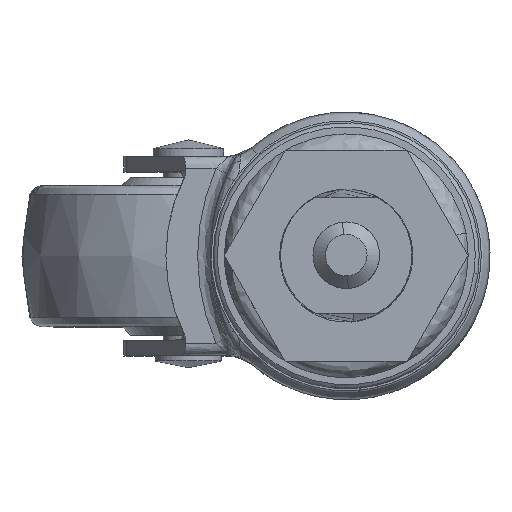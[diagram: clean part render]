
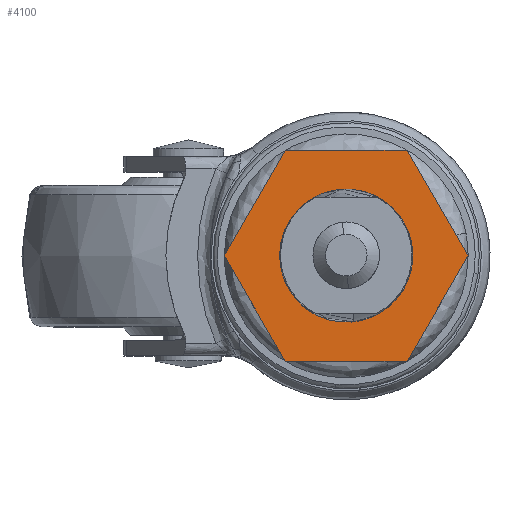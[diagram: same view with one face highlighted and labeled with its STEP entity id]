
A CAD part, top view. The second image highlights one B-rep face of the part: STEP entity #4100.
In plain terms, the highlighted free-form (B-spline) face has degree [1, 1] with [2, 2] control points.
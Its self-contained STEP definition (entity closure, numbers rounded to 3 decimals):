
#3268=CARTESIAN_POINT('',(-0.163,6.498,0.));
#3269=VERTEX_POINT('',#3268);
#3270=CARTESIAN_POINT('',(6.5,0.0,0.0));
#3271=VERTEX_POINT('',#3270);
#3272=CARTESIAN_POINT('',(-0.163,6.498,0.));
#3273=CARTESIAN_POINT('',(-0.082,6.5,0.0));
#3274=CARTESIAN_POINT('',(0.0,6.5,0.0));
#3275=CARTESIAN_POINT('',(6.5,6.5,0.0));
#3276=CARTESIAN_POINT('',(6.5,0.0,0.0));
#3284=(BOUNDED_CURVE()B_SPLINE_CURVE(2,(#3272,#3273,#3274,#3275,#3276),.UNSPECIFIED.,.F.,.U.)B_SPLINE_CURVE_WITH_KNOTS((3,2,3),(0.246,0.25,0.5),.UNSPECIFIED.)CURVE()GEOMETRIC_REPRESENTATION_ITEM()RATIONAL_B_SPLINE_CURVE((0.99,0.995,1.0,0.707,1.0))REPRESENTATION_ITEM(''));
#3285=EDGE_CURVE('',#3269,#3271,#3284,.T.);
#3304=CARTESIAN_POINT('',(-6.498,-0.163,0.));
#3305=VERTEX_POINT('',#3304);
#3319=CARTESIAN_POINT('',(6.5,0.0,0.0));
#3320=CARTESIAN_POINT('',(6.5,-6.5,0.0));
#3321=CARTESIAN_POINT('',(0.0,-6.5,0.0));
#3322=CARTESIAN_POINT('',(-6.339,-6.5,0.0));
#3323=CARTESIAN_POINT('',(-6.498,-0.163,0.));
#3331=(BOUNDED_CURVE()B_SPLINE_CURVE(2,(#3319,#3320,#3321,#3322,#3323),.UNSPECIFIED.,.F.,.U.)B_SPLINE_CURVE_WITH_KNOTS((3,2,3),(0.5,0.75,0.996),.UNSPECIFIED.)CURVE()GEOMETRIC_REPRESENTATION_ITEM()RATIONAL_B_SPLINE_CURVE((1.0,0.707,1.0,0.712,0.99))REPRESENTATION_ITEM(''));
#3332=EDGE_CURVE('',#3271,#3305,#3331,.T.);
#3354=CARTESIAN_POINT('',(-6.5,0.0,0.0));
#3355=VERTEX_POINT('',#3354);
#3356=CARTESIAN_POINT('',(-6.5,0.0,0.0));
#3357=CARTESIAN_POINT('',(-6.5,6.339,0.0));
#3358=CARTESIAN_POINT('',(-0.163,6.498,0.));
#3366=(BOUNDED_CURVE()B_SPLINE_CURVE(2,(#3356,#3357,#3358),.UNSPECIFIED.,.F.,.U.)B_SPLINE_CURVE_WITH_KNOTS((3,3),(0.0,0.246),.UNSPECIFIED.)CURVE()GEOMETRIC_REPRESENTATION_ITEM()RATIONAL_B_SPLINE_CURVE((1.0,0.712,0.99))REPRESENTATION_ITEM(''));
#3367=EDGE_CURVE('',#3355,#3269,#3366,.T.);
#3369=CARTESIAN_POINT('',(-6.498,-0.163,0.));
#3370=CARTESIAN_POINT('',(-6.5,-0.082,0.0));
#3371=CARTESIAN_POINT('',(-6.5,0.0,0.0));
#3379=(BOUNDED_CURVE()B_SPLINE_CURVE(2,(#3369,#3370,#3371),.UNSPECIFIED.,.F.,.U.)B_SPLINE_CURVE_WITH_KNOTS((3,3),(0.996,1.0),.UNSPECIFIED.)CURVE()GEOMETRIC_REPRESENTATION_ITEM()RATIONAL_B_SPLINE_CURVE((0.99,0.995,1.0))REPRESENTATION_ITEM(''));
#3380=EDGE_CURVE('',#3305,#3355,#3379,.T.);
#3918=CARTESIAN_POINT('',(14.66,0.0,0.0));
#3919=VERTEX_POINT('',#3918);
#3920=CARTESIAN_POINT('',(7.33,12.696,0.0));
#3921=VERTEX_POINT('',#3920);
#3922=CARTESIAN_POINT('',(14.66,0.0,0.0));
#3923=CARTESIAN_POINT('',(7.33,12.696,0.0));
#3924=QUASI_UNIFORM_CURVE('',1,(#3922,#3923),.UNSPECIFIED.,.F.,.U.);
#3925=EDGE_CURVE('',#3919,#3921,#3924,.T.);
#3954=CARTESIAN_POINT('',(7.33,-12.696,0.0));
#3955=VERTEX_POINT('',#3954);
#3956=CARTESIAN_POINT('',(7.33,-12.696,0.0));
#3957=CARTESIAN_POINT('',(14.66,0.0,0.0));
#3958=QUASI_UNIFORM_CURVE('',1,(#3956,#3957),.UNSPECIFIED.,.F.,.U.);
#3959=EDGE_CURVE('',#3955,#3919,#3958,.T.);
#3982=CARTESIAN_POINT('',(-7.33,-12.696,0.0));
#3983=VERTEX_POINT('',#3982);
#3984=CARTESIAN_POINT('',(-7.33,-12.696,0.0));
#3985=CARTESIAN_POINT('',(7.33,-12.696,0.0));
#3986=QUASI_UNIFORM_CURVE('',1,(#3984,#3985),.UNSPECIFIED.,.F.,.U.);
#3987=EDGE_CURVE('',#3983,#3955,#3986,.T.);
#4010=CARTESIAN_POINT('',(-14.66,0.0,0.0));
#4011=VERTEX_POINT('',#4010);
#4012=CARTESIAN_POINT('',(-14.66,0.0,0.0));
#4013=CARTESIAN_POINT('',(-7.33,-12.696,0.0));
#4014=QUASI_UNIFORM_CURVE('',1,(#4012,#4013),.UNSPECIFIED.,.F.,.U.);
#4015=EDGE_CURVE('',#4011,#3983,#4014,.T.);
#4038=CARTESIAN_POINT('',(-7.33,12.696,0.0));
#4039=VERTEX_POINT('',#4038);
#4040=CARTESIAN_POINT('',(-7.33,12.696,0.0));
#4041=CARTESIAN_POINT('',(-14.66,0.0,0.0));
#4042=QUASI_UNIFORM_CURVE('',1,(#4040,#4041),.UNSPECIFIED.,.F.,.U.);
#4043=EDGE_CURVE('',#4039,#4011,#4042,.T.);
#4066=CARTESIAN_POINT('',(7.33,12.696,0.0));
#4067=CARTESIAN_POINT('',(-7.33,12.696,0.0));
#4068=QUASI_UNIFORM_CURVE('',1,(#4066,#4067),.UNSPECIFIED.,.F.,.U.);
#4069=EDGE_CURVE('',#3921,#4039,#4068,.T.);
#4081=CARTESIAN_POINT('',(-16.125,-13.964,0.0));
#4082=CARTESIAN_POINT('',(16.125,-13.964,0.0));
#4083=CARTESIAN_POINT('',(-16.125,13.964,0.0));
#4084=CARTESIAN_POINT('',(16.125,13.964,0.0));
#4085=B_SPLINE_SURFACE_WITH_KNOTS('',1,1,((#4081,#4083),(#4082,#4084)),.UNSPECIFIED.,.F.,.F.,.U.,(2,2),(2,2),(0.0,32.249),(0.0,27.929),.UNSPECIFIED.);
#4086=ORIENTED_EDGE('',*,*,#4069,.T.);
#4087=ORIENTED_EDGE('',*,*,#4043,.T.);
#4088=ORIENTED_EDGE('',*,*,#4015,.T.);
#4089=ORIENTED_EDGE('',*,*,#3987,.T.);
#4090=ORIENTED_EDGE('',*,*,#3959,.T.);
#4091=ORIENTED_EDGE('',*,*,#3925,.T.);
#4092=EDGE_LOOP('',(#4086,#4087,#4088,#4089,#4090,#4091));
#4093=FACE_OUTER_BOUND('',#4092,.T.);
#4094=ORIENTED_EDGE('',*,*,#3332,.T.);
#4095=ORIENTED_EDGE('',*,*,#3380,.T.);
#4096=ORIENTED_EDGE('',*,*,#3367,.T.);
#4097=ORIENTED_EDGE('',*,*,#3285,.T.);
#4098=EDGE_LOOP('',(#4094,#4095,#4096,#4097));
#4099=FACE_BOUND('',#4098,.T.);
#4100=ADVANCED_FACE('',(#4093,#4099),#4085,.T.);
